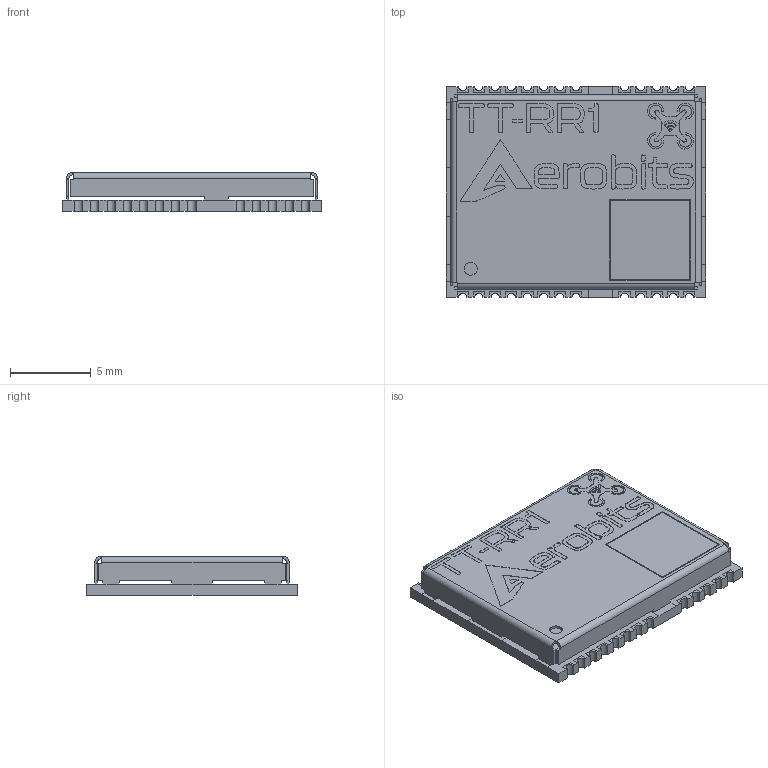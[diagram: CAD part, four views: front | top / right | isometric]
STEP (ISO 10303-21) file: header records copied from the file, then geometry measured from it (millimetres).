
FILE_DESCRIPTION(/* description */ (''),/* implementation_level */ '2;1');
FILE_NAME(/* name */ 'TT-RR1 v3.step',/* time_stamp */ '2025-06-10T14:01:07+02:00',/* author */ (''),/* organization */ (''),/* preprocessor_version */ 'ST-DEVELOPER v20.1',/* originating_system */ 'Autodesk Translation Framework v14.10.0.0',/* authorisation */ '');
FILE_SCHEMA (('AUTOMOTIVE_DESIGN { 1 0 10303 214 3 1 1 }'));
Length unit declared in the file: millimetre
Products named in the file (3): TT-RR1; PCB_SC1a; SC_shield_3D
Assembly tree (2 placements, depth 2):
  TT-RR1
    PCB_SC1a
    SC_shield_3D
Bounding box: 16 x 13 x 2.4 mm (x, y, z)
Volume: 181.3 mm3; surface area: 976.7 mm2
Topology: 2 solids, 2 shells, 1107 faces, 3181 edges, 2110 vertices
Faces by surface type: plane 805, cylinder 302
Full cylindrical faces by diameter (mm): 0.8 x1
Entity records: 36248 total; most frequent: CARTESIAN_POINT 6403, ORIENTED_EDGE 6362, DIRECTION 6009, EDGE_CURVE 3181, LINE 2577, VECTOR 2577, VERTEX_POINT 2110, AXIS2_PLACEMENT_3D 1716
